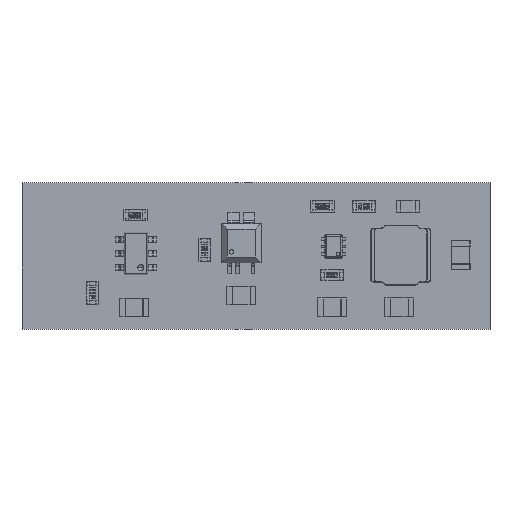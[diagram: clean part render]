
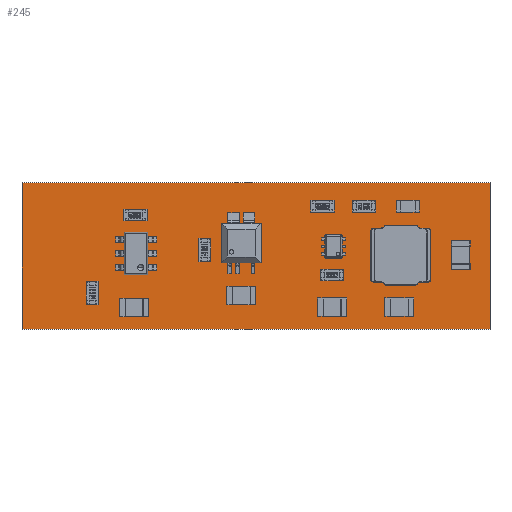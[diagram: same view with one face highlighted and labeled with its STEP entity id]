
A CAD part, top view. The second image highlights one B-rep face of the part: STEP entity #245.
In plain terms, the highlighted planar face has unit normal (0, 0, 1).
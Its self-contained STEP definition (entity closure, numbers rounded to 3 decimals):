
#116 = VERTEX_POINT('',#117);
#117 = CARTESIAN_POINT('',(0.,0.,1.6));
#123 = EDGE_CURVE('',#116,#124,#126,.T.);
#124 = VERTEX_POINT('',#125);
#125 = CARTESIAN_POINT('',(32.,0.,1.6));
#126 = LINE('',#127,#128);
#127 = CARTESIAN_POINT('',(0.,0.,1.6));
#128 = VECTOR('',#129,1.);
#129 = DIRECTION('',(1.,0.,0.));
#154 = EDGE_CURVE('',#124,#155,#157,.T.);
#155 = VERTEX_POINT('',#156);
#156 = CARTESIAN_POINT('',(32.,10.,1.6));
#157 = LINE('',#158,#159);
#158 = CARTESIAN_POINT('',(32.,0.,1.6));
#159 = VECTOR('',#160,1.);
#160 = DIRECTION('',(0.,1.,0.));
#185 = EDGE_CURVE('',#155,#186,#188,.T.);
#186 = VERTEX_POINT('',#187);
#187 = CARTESIAN_POINT('',(0.,10.,1.6));
#188 = LINE('',#189,#190);
#189 = CARTESIAN_POINT('',(32.,10.,1.6));
#190 = VECTOR('',#191,1.);
#191 = DIRECTION('',(-1.,0.,0.));
#216 = EDGE_CURVE('',#186,#116,#217,.T.);
#217 = LINE('',#218,#219);
#218 = CARTESIAN_POINT('',(0.,10.,1.6));
#219 = VECTOR('',#220,1.);
#220 = DIRECTION('',(0.,-1.,0.));
#245 = ADVANCED_FACE('',(#246),#252,.F.);
#246 = FACE_BOUND('',#247,.T.);
#247 = EDGE_LOOP('',(#248,#249,#250,#251));
#248 = ORIENTED_EDGE('',*,*,#123,.T.);
#249 = ORIENTED_EDGE('',*,*,#154,.T.);
#250 = ORIENTED_EDGE('',*,*,#185,.T.);
#251 = ORIENTED_EDGE('',*,*,#216,.T.);
#252 = PLANE('',#253);
#253 = AXIS2_PLACEMENT_3D('',#254,#255,#256);
#254 = CARTESIAN_POINT('',(0.,0.,1.6));
#255 = DIRECTION('',(0.,0.,-1.));
#256 = DIRECTION('',(-1.,0.,0.));
